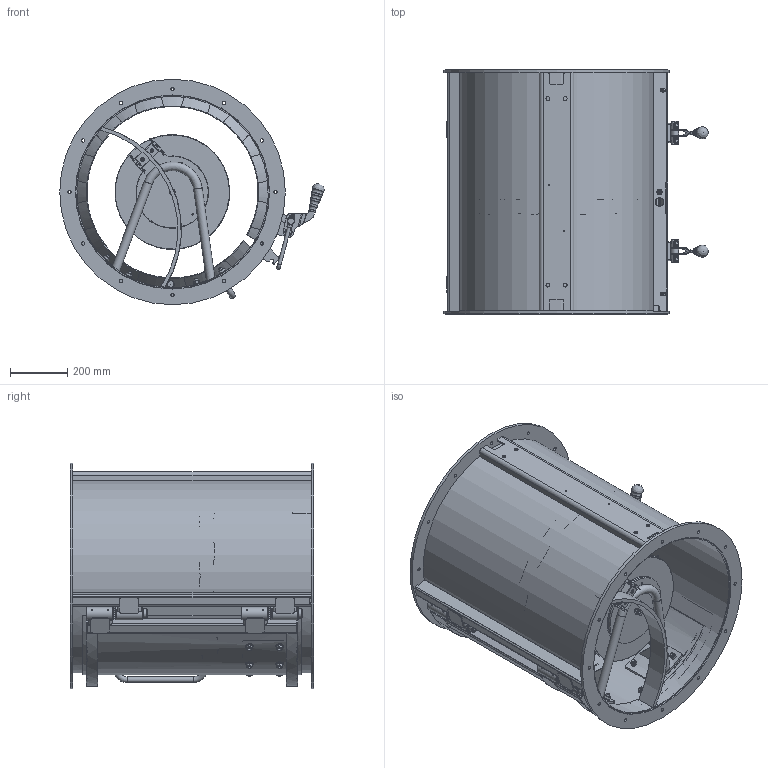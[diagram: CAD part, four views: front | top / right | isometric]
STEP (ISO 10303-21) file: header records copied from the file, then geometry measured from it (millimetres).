
FILE_DESCRIPTION(/* description */ (''),/* implementation_level */ '2;1');
FILE_NAME(/* name */ 'SPPF000065.stp',/* time_stamp */ '2018-07-23T09:54:13+02:00',/* author */ ('pw'),/* organization */ (''),/* preprocessor_version */ 'ST-DEVELOPER v16.5',/* originating_system */ 'Autodesk Inventor 2017',/* authorisation */ '');
FILE_SCHEMA (('AUTOMOTIVE_DESIGN { 1 0 10303 214 3 1 1 }'));
Products named in the file (1): SPPF000065
Bounding box: 921.77 x 850 x 786 mm (x, y, z)
Volume: 20128176 mm3; surface area: 7694816 mm2
Topology: 42 solids, 64 shells, 2360 faces, 5989 edges, 3827 vertices
Faces by surface type: plane 1154, cylinder 582, cone 258, bspline 256, torus 93, sphere 17
Full cylindrical faces by diameter (mm): 2 x8, 2.459 x2, 3.242 x2, 4.917 x11, 6 x3, 6.5 x2, 6.6 x7, 6.647 x4, 8 x4, 8.2 x2, 9 x3, 10 x1, 11.053 x1, 11.459 x1, 11.5 x24, 12 x30, 12.4 x1, 12.5 x4, 13 x15, 13.5 x4, 14 x2, 15 x3, 16.5 x1, 17.2 x1, 17.4 x1, 18 x12, 19 x6, 20 x18, 21 x2, 22 x2
Entity records: 93515 total; most frequent: CARTESIAN_POINT 38703, ORIENTED_EDGE 10834, DIRECTION 10112, EDGE_CURVE 5366, AXIS2_PLACEMENT_3D 3746, VERTEX_POINT 3642, EDGE_LOOP 3178, LINE 2620
